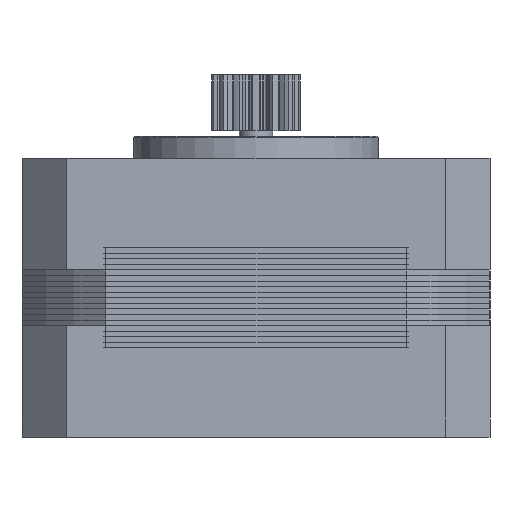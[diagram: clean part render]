
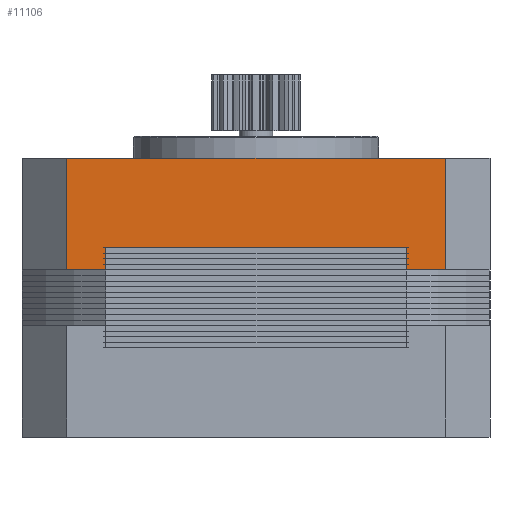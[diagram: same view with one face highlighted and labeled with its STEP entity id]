
A CAD part, front view. The second image highlights one B-rep face of the part: STEP entity #11106.
In plain terms, the highlighted planar face has unit normal (0, -1, 0).
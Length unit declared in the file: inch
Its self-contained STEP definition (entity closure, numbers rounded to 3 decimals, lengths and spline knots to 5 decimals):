
#144 = VERTEX_POINT ( 'NONE', #7206 ) ;
#1800 = DIRECTION ( 'NONE',  ( 0., 0., 1. ) ) ;
#1828 = VERTEX_POINT ( 'NONE', #30732 ) ;
#2594 = AXIS2_PLACEMENT_3D ( 'NONE', #30985, #7499, #34281 ) ;
#3461 = EDGE_CURVE ( 'NONE', #27769, #29329, #25829, .T. ) ;
#3918 = LINE ( 'NONE', #19380, #7362 ) ;
#5456 = CARTESIAN_POINT ( 'NONE',  ( -0.66929, -0.82677, 0.66929 ) ) ;
#6272 = LINE ( 'NONE', #24167, #29813 ) ;
#6392 = CARTESIAN_POINT ( 'NONE',  ( -0.66929, -0.82677, 0.98425 ) ) ;
#6759 = EDGE_CURVE ( 'NONE', #1828, #144, #3918, .T. ) ;
#7206 = CARTESIAN_POINT ( 'NONE',  ( -0.66929, -0.82677, 0.59055 ) ) ;
#7259 = CARTESIAN_POINT ( 'NONE',  ( -0.5315, -0.82677, 0.59055 ) ) ;
#7362 = VECTOR ( 'NONE', #32422, 39.37008 ) ;
#7499 = DIRECTION ( 'NONE',  ( 0., 1., 0. ) ) ;
#8700 = VECTOR ( 'NONE', #32880, 39.37008 ) ;
#8835 = CARTESIAN_POINT ( 'NONE',  ( 0.5315, -0.82677, 0.59055 ) ) ;
#9773 = LINE ( 'NONE', #33935, #14697 ) ;
#10268 = CARTESIAN_POINT ( 'NONE',  ( 0.66929, -0.82677, 0.98425 ) ) ;
#10706 = EDGE_CURVE ( 'NONE', #12817, #29329, #21955, .T. ) ;
#11106 = ADVANCED_FACE ( 'NONE', ( #28542 ), #33774, .F. ) ;
#11339 = EDGE_CURVE ( 'NONE', #22782, #28695, #25669, .T. ) ;
#11783 = ORIENTED_EDGE ( 'NONE', *, *, #10706, .T. ) ;
#11956 = VECTOR ( 'NONE', #16220, 39.37008 ) ;
#12221 = EDGE_CURVE ( 'NONE', #22782, #27769, #6272, .T. ) ;
#12817 = VERTEX_POINT ( 'NONE', #26582 ) ;
#14590 = ORIENTED_EDGE ( 'NONE', *, *, #3461, .F. ) ;
#14697 = VECTOR ( 'NONE', #1800, 39.37008 ) ;
#14995 = EDGE_CURVE ( 'NONE', #1828, #12817, #20646, .T. ) ;
#15703 = EDGE_CURVE ( 'NONE', #34252, #28695, #27743, .T. ) ;
#15711 = CARTESIAN_POINT ( 'NONE',  ( -0.66929, -0.82677, 0.98425 ) ) ;
#16220 = DIRECTION ( 'NONE',  ( 1., 0., 0. ) ) ;
#19380 = CARTESIAN_POINT ( 'NONE',  ( -0.5315, -0.82677, 0.59055 ) ) ;
#19662 = ORIENTED_EDGE ( 'NONE', *, *, #15703, .F. ) ;
#19811 = ORIENTED_EDGE ( 'NONE', *, *, #11339, .T. ) ;
#20293 = CARTESIAN_POINT ( 'NONE',  ( 0.66929, -0.82677, 0.59055 ) ) ;
#20454 = ORIENTED_EDGE ( 'NONE', *, *, #14995, .T. ) ;
#20456 = DIRECTION ( 'NONE',  ( 0., 0., 1. ) ) ;
#20646 = LINE ( 'NONE', #7259, #29155 ) ;
#20847 = VECTOR ( 'NONE', #26307, 39.37008 ) ;
#21512 = ORIENTED_EDGE ( 'NONE', *, *, #21938, .F. ) ;
#21938 = EDGE_CURVE ( 'NONE', #144, #34252, #9773, .T. ) ;
#21955 = LINE ( 'NONE', #5456, #11956 ) ;
#22782 = VERTEX_POINT ( 'NONE', #22978 ) ;
#22978 = CARTESIAN_POINT ( 'NONE',  ( 0.66929, -0.82677, 0.59055 ) ) ;
#23037 = CARTESIAN_POINT ( 'NONE',  ( 0.5315, -0.82677, 0.59055 ) ) ;
#23238 = DIRECTION ( 'NONE',  ( 0., 0., 1. ) ) ;
#24167 = CARTESIAN_POINT ( 'NONE',  ( 0.66929, -0.82677, 0.59055 ) ) ;
#24454 = ORIENTED_EDGE ( 'NONE', *, *, #6759, .F. ) ;
#24797 = CARTESIAN_POINT ( 'NONE',  ( 0.5315, -0.82677, 0.66929 ) ) ;
#25127 = VECTOR ( 'NONE', #20456, 39.37008 ) ;
#25669 = LINE ( 'NONE', #20293, #8700 ) ;
#25829 = LINE ( 'NONE', #23037, #25127 ) ;
#26307 = DIRECTION ( 'NONE',  ( 1., 0., 0. ) ) ;
#26582 = CARTESIAN_POINT ( 'NONE',  ( -0.5315, -0.82677, 0.66929 ) ) ;
#26927 = EDGE_LOOP ( 'NONE', ( #20454, #11783, #14590, #34207, #19811, #19662, #21512, #24454 ) ) ;
#27743 = LINE ( 'NONE', #15711, #20847 ) ;
#27769 = VERTEX_POINT ( 'NONE', #8835 ) ;
#28542 = FACE_OUTER_BOUND ( 'NONE', #26927, .T. ) ;
#28695 = VERTEX_POINT ( 'NONE', #10268 ) ;
#29155 = VECTOR ( 'NONE', #23238, 39.37008 ) ;
#29329 = VERTEX_POINT ( 'NONE', #24797 ) ;
#29568 = DIRECTION ( 'NONE',  ( -1., 0., 0. ) ) ;
#29813 = VECTOR ( 'NONE', #29568, 39.37008 ) ;
#30732 = CARTESIAN_POINT ( 'NONE',  ( -0.5315, -0.82677, 0.59055 ) ) ;
#30985 = CARTESIAN_POINT ( 'NONE',  ( -0.5315, -0.82677, 0.59055 ) ) ;
#32422 = DIRECTION ( 'NONE',  ( -1., 0., 0. ) ) ;
#32880 = DIRECTION ( 'NONE',  ( 0., 0., 1. ) ) ;
#33774 = PLANE ( 'NONE',  #2594 ) ;
#33935 = CARTESIAN_POINT ( 'NONE',  ( -0.66929, -0.82677, 0.59055 ) ) ;
#34207 = ORIENTED_EDGE ( 'NONE', *, *, #12221, .F. ) ;
#34252 = VERTEX_POINT ( 'NONE', #6392 ) ;
#34281 = DIRECTION ( 'NONE',  ( 0., 0., 1. ) ) ;
